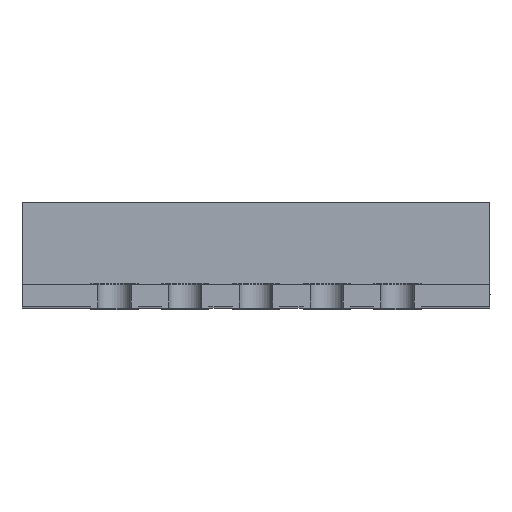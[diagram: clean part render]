
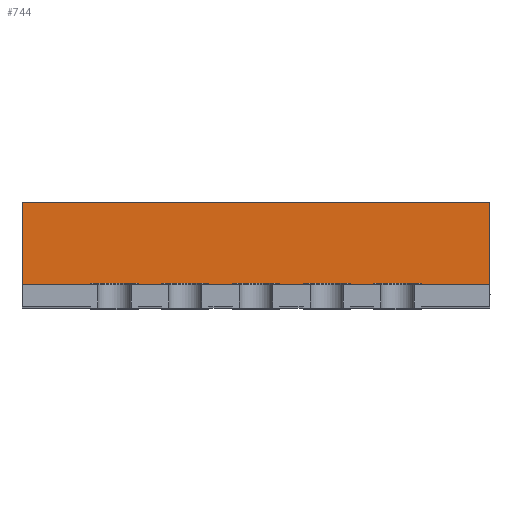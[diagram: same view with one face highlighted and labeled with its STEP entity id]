
A CAD part, top view. The second image highlights one B-rep face of the part: STEP entity #744.
In plain terms, the highlighted planar face has unit normal (0, 0, 1).
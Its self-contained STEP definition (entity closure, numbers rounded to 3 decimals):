
#739 = EDGE_LOOP ( 'NONE', ( #757, #754, #750, #751 ) ) ;
#744 = ADVANCED_FACE ( 'NONE', ( #13453 ), #13490, .T. ) ;
#750 = ORIENTED_EDGE ( 'NONE', *, *, #752, .T. ) ;
#751 = ORIENTED_EDGE ( 'NONE', *, *, #27996, .T. ) ;
#752 = EDGE_CURVE ( 'NONE', #788, #27998, #13519, .T. ) ;
#754 = ORIENTED_EDGE ( 'NONE', *, *, #756, .F. ) ;
#756 = EDGE_CURVE ( 'NONE', #788, #28211, #13513, .T. ) ;
#757 = ORIENTED_EDGE ( 'NONE', *, *, #28204, .F. ) ;
#788 = VERTEX_POINT ( 'NONE', #13624 ) ;
#13453 = FACE_OUTER_BOUND ( 'NONE', #739, .T. ) ;
#13484 = DIRECTION ( 'NONE',  ( 1., 0., 0. ) ) ;
#13486 = DIRECTION ( 'NONE',  ( 0., 0., 1. ) ) ;
#13487 = CARTESIAN_POINT ( 'NONE',  ( -8.4, -2.95, 12. ) ) ;
#13488 = AXIS2_PLACEMENT_3D ( 'NONE', #13487, #13486, #13484 ) ;
#13490 = PLANE ( 'NONE',  #13488 ) ;
#13510 = DIRECTION ( 'NONE',  ( 0., 1., 0. ) ) ;
#13511 = VECTOR ( 'NONE', #13510, 1000. ) ;
#13512 = CARTESIAN_POINT ( 'NONE',  ( -8.4, -2.95, 12. ) ) ;
#13513 = LINE ( 'NONE', #13512, #13511 ) ;
#13516 = DIRECTION ( 'NONE',  ( 1., 0., 0. ) ) ;
#13517 = VECTOR ( 'NONE', #13516, 1000. ) ;
#13518 = CARTESIAN_POINT ( 'NONE',  ( -8.4, -2.95, 12. ) ) ;
#13519 = LINE ( 'NONE', #13518, #13517 ) ;
#13624 = CARTESIAN_POINT ( 'NONE',  ( -8.4, -2.95, 12. ) ) ;
#26236 = CARTESIAN_POINT ( 'NONE',  ( 8.4, -2.95, 12. ) ) ;
#26237 = DIRECTION ( 'NONE',  ( 0., 1., 0. ) ) ;
#26238 = VECTOR ( 'NONE', #26237, 1000. ) ;
#26239 = CARTESIAN_POINT ( 'NONE',  ( 8.4, -2.95, 12. ) ) ;
#26240 = LINE ( 'NONE', #26239, #26238 ) ;
#26786 = CARTESIAN_POINT ( 'NONE',  ( 8.4, 0., 12. ) ) ;
#26787 = CARTESIAN_POINT ( 'NONE',  ( -8.4, 0., 12. ) ) ;
#26799 = DIRECTION ( 'NONE',  ( 1., 0., 0. ) ) ;
#26800 = VECTOR ( 'NONE', #26799, 1000. ) ;
#26801 = CARTESIAN_POINT ( 'NONE',  ( -8.4, 0., 12. ) ) ;
#26802 = LINE ( 'NONE', #26801, #26800 ) ;
#27996 = EDGE_CURVE ( 'NONE', #27998, #28212, #26240, .T. ) ;
#27998 = VERTEX_POINT ( 'NONE', #26236 ) ;
#28204 = EDGE_CURVE ( 'NONE', #28211, #28212, #26802, .T. ) ;
#28211 = VERTEX_POINT ( 'NONE', #26787 ) ;
#28212 = VERTEX_POINT ( 'NONE', #26786 ) ;
